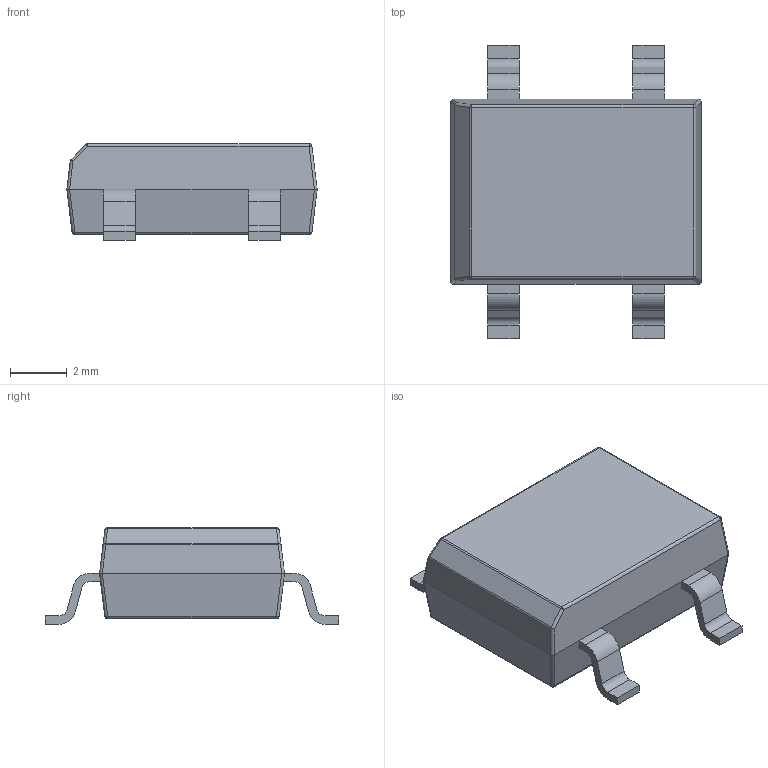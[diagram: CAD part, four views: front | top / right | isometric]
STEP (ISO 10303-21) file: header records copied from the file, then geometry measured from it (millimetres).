
FILE_DESCRIPTION(('STEP AP214'), '1');
FILE_NAME('DB-S', '2016-12-01T16:42:47', ('Nobody'), (''), 'ASCON STEP Converter 1.3', 'ASCON Math Kernel', '');
FILE_SCHEMA(('AUTOMOTIVE_DESIGN { 1 0 10303 214 3 1 1}'));
Length unit declared in the file: millimetre
Bounding box: 8.8 x 10.3 x 3.4 mm (x, y, z)
Volume: 177 mm3; surface area: 234.8 mm2
Topology: 5 solids, 5 shells, 96 faces, 250 edges, 158 vertices
Faces by surface type: plane 51, cylinder 35, bspline 8, sphere 2
Entity records: 3768 total; most frequent: CARTESIAN_POINT 656, DIRECTION 464, ORIENTED_EDGE 448, EDGE_CURVE 224, LINE 170, VECTOR 170, AXIS2_PLACEMENT_3D 147, VERTEX_POINT 138
